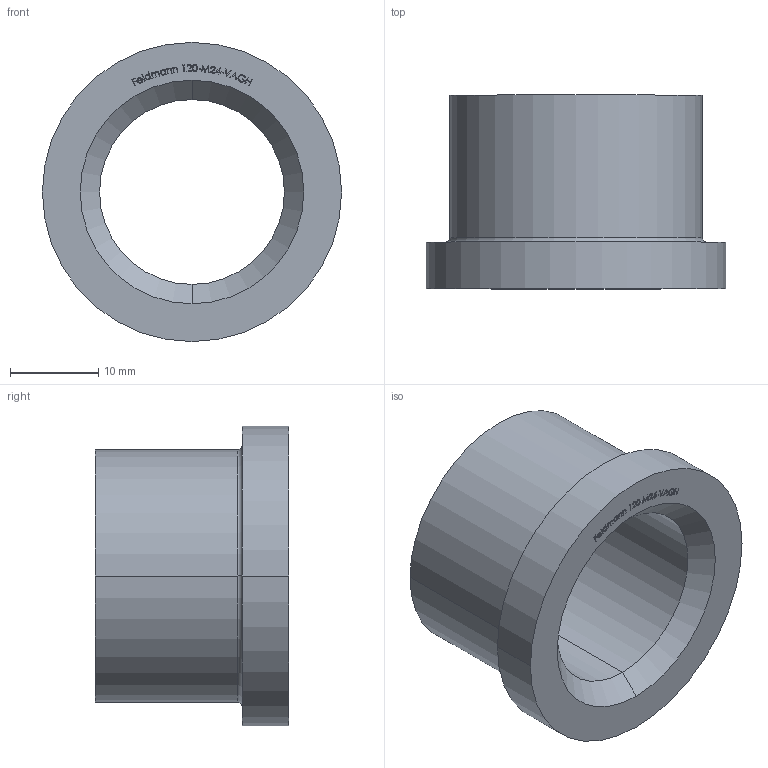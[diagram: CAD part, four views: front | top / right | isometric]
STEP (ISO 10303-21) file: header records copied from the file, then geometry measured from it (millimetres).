
FILE_DESCRIPTION (( 'STEP AP203' ), '1' );
FILE_NAME ('120-M24-VAGH.STEP', '2016-12-06T14:39:30', ( '' ), ( '' ), 'SwSTEP 2.0', 'SolidWorks 2015', '' );
FILE_SCHEMA (( 'CONFIG_CONTROL_DESIGN' ));
Length unit declared in the file: millimetre
Products named in the file (1): 120-M24-VAGH
Bounding box: 34 x 22 x 34 mm (x, y, z)
Volume: 7658.7 mm3; surface area: 4476.5 mm2
Topology: 1 solids, 1 shells, 259 faces, 684 edges, 454 vertices
Faces by surface type: plane 169, bspline 78, cylinder 6, cone 4, torus 2
Entity records: 12375 total; most frequent: CARTESIAN_POINT 6388, ORIENTED_EDGE 1368, DIRECTION 912, EDGE_CURVE 684, VECTOR 508, LINE 508, VERTEX_POINT 454, EDGE_LOOP 288
